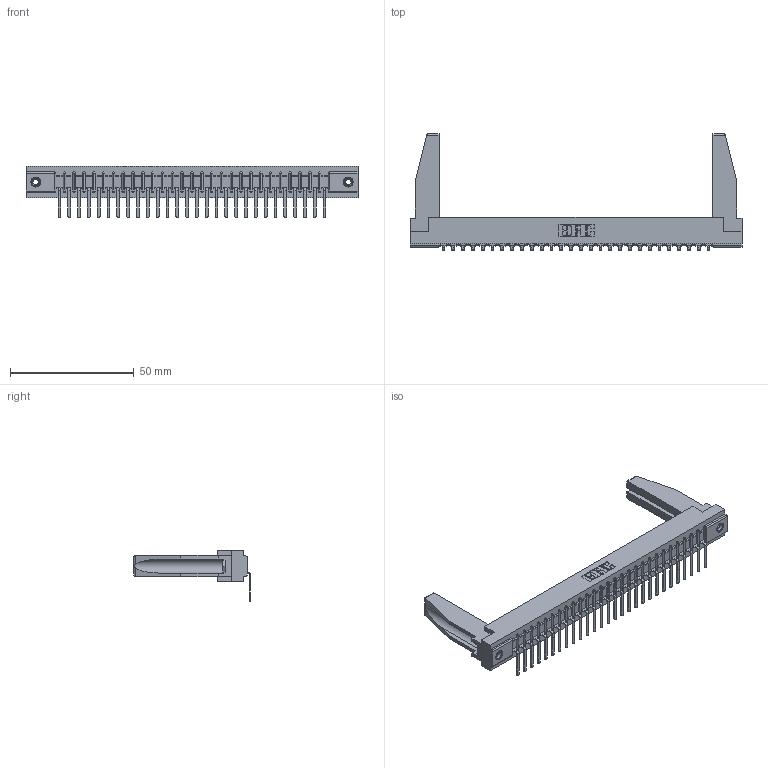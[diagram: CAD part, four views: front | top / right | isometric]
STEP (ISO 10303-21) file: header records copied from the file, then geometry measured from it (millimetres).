
FILE_DESCRIPTION (( 'STEP AP203' ), '1' );
FILE_NAME ('357-028-457-178.STEP', '2020-10-01T22:17:44', ( '' ), ( '' ), 'SwSTEP 2.0', 'SolidWorks 2020', '' );
FILE_SCHEMA (( 'CONFIG_CONTROL_DESIGN' ));
Length unit declared in the file: inch
Products named in the file (5): 307 Part_.156 Dia Mounting Holes; 307-220-078; 345-250-001_345-250-001-102; 307-290-002_557; 357-028-457-178
Assembly tree (33 placements, depth 2):
  357-028-457-178
    307 Part_.156 Dia Mounting Holes
    307-290-002_557  x28
    307-220-078  x2
    345-250-001_345-250-001-102  x2
Bounding box: 133.96 x 47.03 x 20.66 mm (x, y, z)
Volume: 18299.9 mm3; surface area: 21998.5 mm2
Topology: 33 solids, 33 shells, 2461 faces, 7485 edges, 4902 vertices
Faces by surface type: plane 1470, cylinder 917, sphere 58, cone 12, torus 4
Entity records: 29023 total; most frequent: CARTESIAN_POINT 4894, ORIENTED_EDGE 4840, DIRECTION 4718, EDGE_CURVE 2420, LINE 1850, VECTOR 1850, VERTEX_POINT 1568, AXIS2_PLACEMENT_3D 1434
